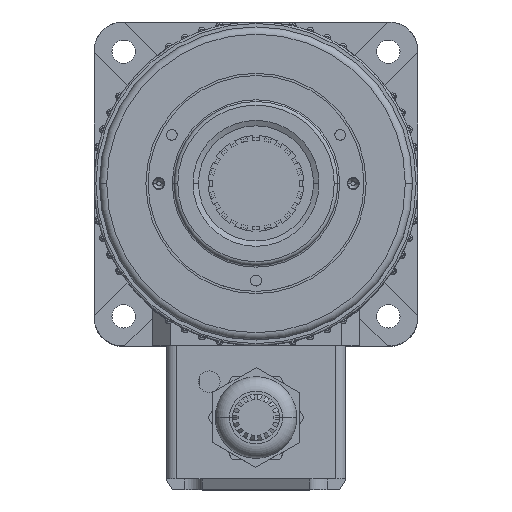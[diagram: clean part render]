
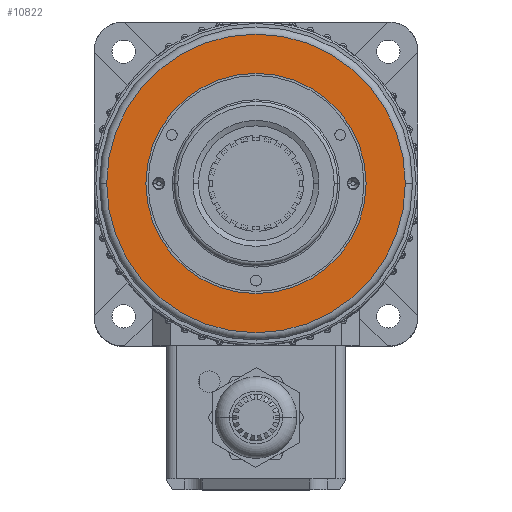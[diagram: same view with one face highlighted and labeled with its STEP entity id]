
A CAD part, top view. The second image highlights one B-rep face of the part: STEP entity #10822.
In plain terms, the highlighted planar face has unit normal (0, 0, 1).
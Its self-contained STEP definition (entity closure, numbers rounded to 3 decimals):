
#389 = CARTESIAN_POINT ( 'NONE',  ( 30.6, 0., 97. ) ) ;
#576 = DIRECTION ( 'NONE',  ( 1., 0., 0. ) ) ;
#1994 = VERTEX_POINT ( 'NONE', #11488 ) ;
#2373 = CIRCLE ( 'NONE', #24723, 30.6 ) ;
#3606 = FACE_BOUND ( 'NONE', #18512, .T. ) ;
#3968 = ORIENTED_EDGE ( 'NONE', *, *, #15576, .T. ) ;
#4072 = EDGE_LOOP ( 'NONE', ( #3968, #23809 ) ) ;
#5455 = CARTESIAN_POINT ( 'NONE',  ( 0., 0., 97. ) ) ;
#5496 = AXIS2_PLACEMENT_3D ( 'NONE', #18265, #6165, #20183 ) ;
#5879 = AXIS2_PLACEMENT_3D ( 'NONE', #5455, #19507, #7509 ) ;
#6126 = CIRCLE ( 'NONE', #5496, 41.5 ) ;
#6165 = DIRECTION ( 'NONE',  ( 0., 0., 1. ) ) ;
#7509 = DIRECTION ( 'NONE',  ( 1., 0., 0. ) ) ;
#9069 = ORIENTED_EDGE ( 'NONE', *, *, #18323, .F. ) ;
#9113 = CARTESIAN_POINT ( 'NONE',  ( 0., 0., 97. ) ) ;
#10734 = AXIS2_PLACEMENT_3D ( 'NONE', #15199, #13345, #576 ) ;
#10822 = ADVANCED_FACE ( 'NONE', ( #14645, #3606 ), #17027, .T. ) ;
#10916 = VERTEX_POINT ( 'NONE', #25459 ) ;
#11054 = DIRECTION ( 'NONE',  ( 0., 0., 1. ) ) ;
#11278 = DIRECTION ( 'NONE',  ( 1., 0., 0. ) ) ;
#11488 = CARTESIAN_POINT ( 'NONE',  ( -41.5, 0., 97. ) ) ;
#11929 = CIRCLE ( 'NONE', #5879, 41.5 ) ;
#12551 = ORIENTED_EDGE ( 'NONE', *, *, #20560, .F. ) ;
#12804 = EDGE_CURVE ( 'NONE', #1994, #22386, #6126, .T. ) ;
#13345 = DIRECTION ( 'NONE',  ( 0., 0., 1. ) ) ;
#13385 = CARTESIAN_POINT ( 'NONE',  ( 41.5, 0., 97. ) ) ;
#14645 = FACE_OUTER_BOUND ( 'NONE', #4072, .T. ) ;
#15199 = CARTESIAN_POINT ( 'NONE',  ( 0., 0., 97. ) ) ;
#15576 = EDGE_CURVE ( 'NONE', #22386, #1994, #11929, .T. ) ;
#17027 = PLANE ( 'NONE',  #10734 ) ;
#18265 = CARTESIAN_POINT ( 'NONE',  ( 0., 0., 97. ) ) ;
#18323 = EDGE_CURVE ( 'NONE', #10916, #24884, #21237, .T. ) ;
#18512 = EDGE_LOOP ( 'NONE', ( #12551, #9069 ) ) ;
#19507 = DIRECTION ( 'NONE',  ( 0., 0., 1. ) ) ;
#20183 = DIRECTION ( 'NONE',  ( 1., 0., 0. ) ) ;
#20560 = EDGE_CURVE ( 'NONE', #24884, #10916, #2373, .T. ) ;
#21237 = CIRCLE ( 'NONE', #22425, 30.6 ) ;
#22386 = VERTEX_POINT ( 'NONE', #13385 ) ;
#22425 = AXIS2_PLACEMENT_3D ( 'NONE', #22893, #11054, #24987 ) ;
#22893 = CARTESIAN_POINT ( 'NONE',  ( 0., 0., 97. ) ) ;
#23102 = DIRECTION ( 'NONE',  ( 0., 0., 1. ) ) ;
#23809 = ORIENTED_EDGE ( 'NONE', *, *, #12804, .T. ) ;
#24723 = AXIS2_PLACEMENT_3D ( 'NONE', #9113, #23102, #11278 ) ;
#24884 = VERTEX_POINT ( 'NONE', #389 ) ;
#24987 = DIRECTION ( 'NONE',  ( 1., 0., 0. ) ) ;
#25459 = CARTESIAN_POINT ( 'NONE',  ( -30.6, 0., 97. ) ) ;
